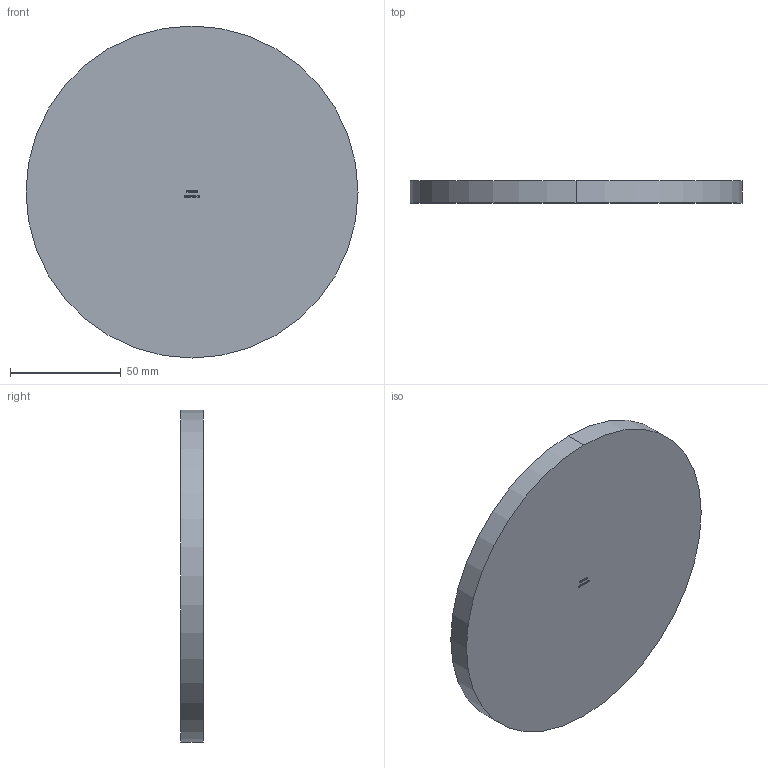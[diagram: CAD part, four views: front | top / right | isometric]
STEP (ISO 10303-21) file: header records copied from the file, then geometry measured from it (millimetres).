
FILE_DESCRIPTION (( 'STEP AP203' ), '1' );
FILE_NAME ('53150-240-10.step', '2020-10-16T11:30:46', ( '' ), ( '' ), 'SwSTEP 2.0', 'SolidWorks 2018', '' );
FILE_SCHEMA (( 'CONFIG_CONTROL_DESIGN' ));
Length unit declared in the file: millimetre
Products named in the file (2): 53150-240-10
Bounding box: 150 x 10 x 150 mm (x, y, z)
Volume: 176714.4 mm3; surface area: 40061.7 mm2
Topology: 1 solids, 1 shells, 250 faces, 663 edges, 442 vertices
Faces by surface type: plane 137, bspline 111, cylinder 2
Entity records: 14208 total; most frequent: CARTESIAN_POINT 8596, ORIENTED_EDGE 1326, DIRECTION 727, EDGE_CURVE 663, VERTEX_POINT 442, VECTOR 437, LINE 437, EDGE_LOOP 277
